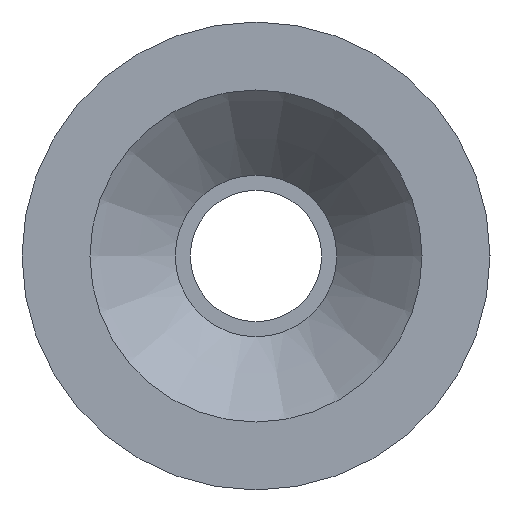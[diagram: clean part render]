
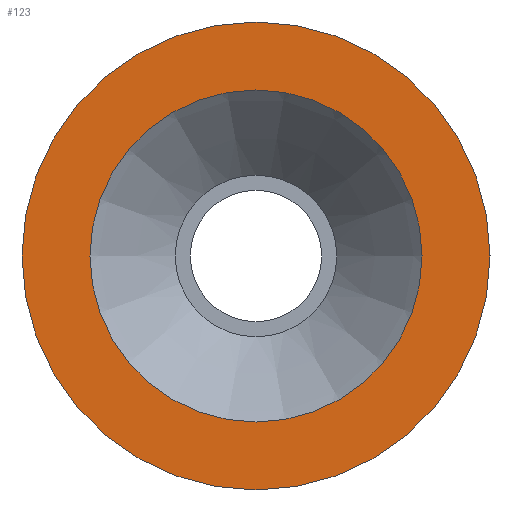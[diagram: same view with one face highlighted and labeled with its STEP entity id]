
A CAD part, left-side view. The second image highlights one B-rep face of the part: STEP entity #123.
In plain terms, the highlighted planar face has unit normal (-1, 0, 0).
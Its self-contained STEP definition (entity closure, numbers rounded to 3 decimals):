
#21=FACE_BOUND($,#44,.T.);
#33=FACE_OUTER_BOUND($,#43,.T.);
#43=EDGE_LOOP($,(#98));
#44=EDGE_LOOP($,(#99));
#65=CIRCLE($,#138,15.5);
#66=CIRCLE($,#139,11.);
#76=VERTEX_POINT($,#207);
#77=VERTEX_POINT($,#209);
#87=EDGE_CURVE($,#76,#76,#65,.T.);
#88=EDGE_CURVE($,#77,#77,#66,.T.);
#98=ORIENTED_EDGE($,*,*,#87,.F.);
#99=ORIENTED_EDGE($,*,*,#88,.T.);
#120=PLANE($,#137);
#123=ADVANCED_FACE($,(#33,#21),#120,.T.);
#137=AXIS2_PLACEMENT_3D($,#206,#161,#162);
#138=AXIS2_PLACEMENT_3D($,#208,#163,#164);
#139=AXIS2_PLACEMENT_3D($,#210,#165,#166);
#161=DIRECTION('center_axis',(-1.,0.,0.));
#162=DIRECTION('ref_axis',(0.,0.,1.));
#163=DIRECTION('center_axis',(1.,0.,0.));
#164=DIRECTION('ref_axis',(0.,1.,0.));
#165=DIRECTION('center_axis',(1.,0.,0.));
#166=DIRECTION('ref_axis',(0.,1.,0.));
#206=CARTESIAN_POINT('Origin',(0.,13.25,0.));
#207=CARTESIAN_POINT('',(0.,15.5,0.));
#208=CARTESIAN_POINT('Origin',(0.,0.,0.));
#209=CARTESIAN_POINT('',(0.,11.,0.));
#210=CARTESIAN_POINT('Origin',(0.,0.,0.));
